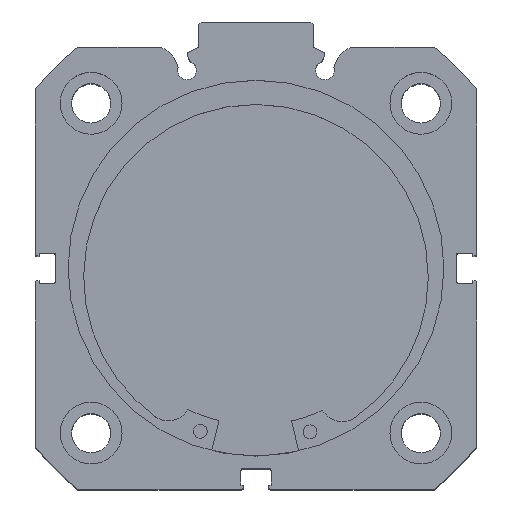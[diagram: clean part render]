
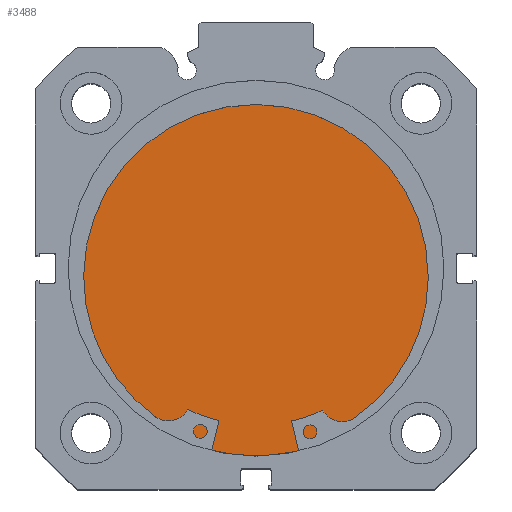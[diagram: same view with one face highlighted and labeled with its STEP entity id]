
A CAD part, top view. The second image highlights one B-rep face of the part: STEP entity #3488.
In plain terms, the highlighted face is planar.
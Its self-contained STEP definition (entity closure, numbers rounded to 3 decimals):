
#223 = VERTEX_POINT ( 'NONE', #5716 ) ;
#269 = VERTEX_POINT ( 'NONE', #5758 ) ;
#319 = EDGE_CURVE ( 'NONE', #223, #269, #4789, .T. ) ;
#330 = EDGE_CURVE ( 'NONE', #269, #223, #4750, .T. ) ;
#807 = AXIS2_PLACEMENT_3D ( 'NONE', #5872, #5877, #5878 ) ;
#813 = AXIS2_PLACEMENT_3D ( 'NONE', #5905, #5907, #5908 ) ;
#1667 = FACE_OUTER_BOUND ( 'NONE', #4544, .T. ) ;
#2941 = CARTESIAN_POINT ( 'NONE',  ( 12., 41., 0. ) ) ;
#2942 = PLANE ( 'NONE',  #5204 ) ;
#2944 = DIRECTION ( 'NONE',  ( -1., 0., 0. ) ) ;
#2945 = DIRECTION ( 'NONE',  ( 0., 0., 1. ) ) ;
#3488 = ADVANCED_FACE ( 'NONE', ( #1667 ), #2942, .F. ) ;
#4062 = ORIENTED_EDGE ( 'NONE', *, *, #330, .F. ) ;
#4063 = ORIENTED_EDGE ( 'NONE', *, *, #319, .F. ) ;
#4544 = EDGE_LOOP ( 'NONE', ( #4063, #4062 ) ) ;
#4750 = CIRCLE ( 'NONE', #813, 41. ) ;
#4789 = CIRCLE ( 'NONE', #807, 41. ) ;
#5204 = AXIS2_PLACEMENT_3D ( 'NONE', #2941, #2944, #2945 ) ;
#5716 = CARTESIAN_POINT ( 'NONE',  ( 12., 0., 41. ) ) ;
#5758 = CARTESIAN_POINT ( 'NONE',  ( 12., 0., -41. ) ) ;
#5872 = CARTESIAN_POINT ( 'NONE',  ( 12., 0., 0. ) ) ;
#5877 = DIRECTION ( 'NONE',  ( -1., 0., 0. ) ) ;
#5878 = DIRECTION ( 'NONE',  ( 0., 0., 1. ) ) ;
#5905 = CARTESIAN_POINT ( 'NONE',  ( 12., 0., 0. ) ) ;
#5907 = DIRECTION ( 'NONE',  ( -1., 0., 0. ) ) ;
#5908 = DIRECTION ( 'NONE',  ( 0., 0., 1. ) ) ;
